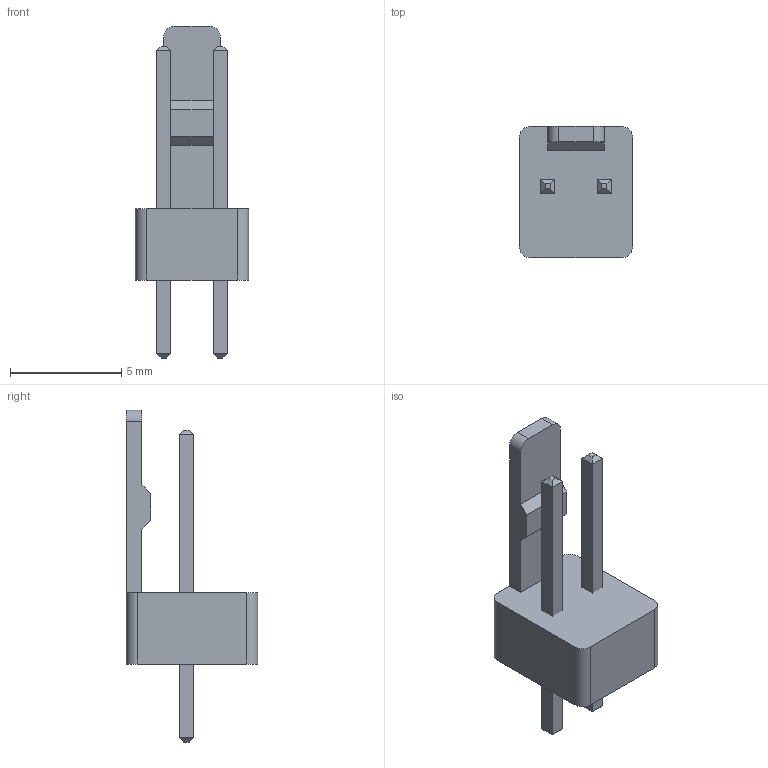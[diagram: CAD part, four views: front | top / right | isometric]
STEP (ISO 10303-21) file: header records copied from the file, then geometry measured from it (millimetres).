
FILE_DESCRIPTION (( 'STEP AP214' ), '1' );
FILE_NAME ('KLS1-2.54-02-S.STEP', '2024-11-09T11:16:39', ( '' ), ( '' ), 'SwSTEP 2.0', 'SolidWorks 2022', '' );
FILE_SCHEMA (( 'AUTOMOTIVE_DESIGN' ));
Length unit declared in the file: millimetre
Products named in the file (1): KLS1-2.54-02-S
Bounding box: 5.08 x 5.9 x 14.9 mm (x, y, z)
Volume: 122.7 mm3; surface area: 253.6 mm2
Topology: 3 solids, 3 shells, 48 faces, 110 edges, 68 vertices
Faces by surface type: plane 42, cylinder 6
Entity records: 1524 total; most frequent: CARTESIAN_POINT 227, ORIENTED_EDGE 220, DIRECTION 220, EDGE_CURVE 110, VECTOR 98, LINE 98, VERTEX_POINT 68, AXIS2_PLACEMENT_3D 61
